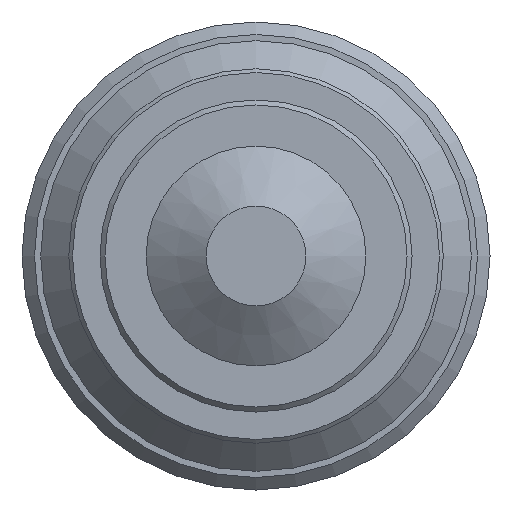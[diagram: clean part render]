
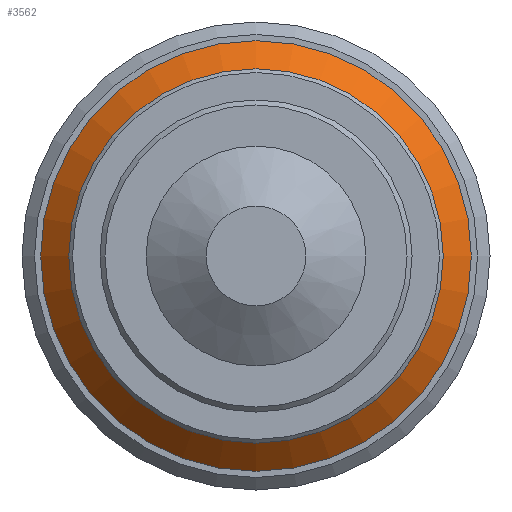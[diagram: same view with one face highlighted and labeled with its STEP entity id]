
A CAD part, front view. The second image highlights one B-rep face of the part: STEP entity #3562.
In plain terms, the highlighted conical face has half-angle 45 degrees and reference radius 16.125 mm.
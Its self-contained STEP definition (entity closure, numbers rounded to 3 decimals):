
#30=CONICAL_SURFACE('',#3816,16.125,45.);
#100=FACE_BOUND('',#1210,.T.);
#243=CIRCLE('',#3789,15.);
#251=CIRCLE('',#3805,17.25);
#929=FACE_OUTER_BOUND('',#1209,.T.);
#1209=EDGE_LOOP('',(#3162));
#1210=EDGE_LOOP('',(#3163));
#1729=VERTEX_POINT('',#22817);
#1737=VERTEX_POINT('',#22841);
#2203=EDGE_CURVE('',#1729,#1729,#243,.T.);
#2211=EDGE_CURVE('',#1737,#1737,#251,.T.);
#3162=ORIENTED_EDGE('',*,*,#2211,.T.);
#3163=ORIENTED_EDGE('',*,*,#2203,.F.);
#3562=ADVANCED_FACE('',(#929,#100),#30,.T.);
#3789=AXIS2_PLACEMENT_3D('',#22818,#4447,#4448);
#3805=AXIS2_PLACEMENT_3D('',#22842,#4479,#4480);
#3816=AXIS2_PLACEMENT_3D('',#22857,#4501,#4502);
#4447=DIRECTION('center_axis',(0.,-1.,0.));
#4448=DIRECTION('ref_axis',(1.,0.,0.));
#4479=DIRECTION('center_axis',(0.,-1.,0.));
#4480=DIRECTION('ref_axis',(1.,0.,0.));
#4501=DIRECTION('center_axis',(0.,1.,0.));
#4502=DIRECTION('ref_axis',(1.,0.,0.));
#22817=CARTESIAN_POINT('',(15.,10.66,0.));
#22818=CARTESIAN_POINT('Origin',(0.,10.66,0.));
#22841=CARTESIAN_POINT('',(17.25,12.91,0.));
#22842=CARTESIAN_POINT('Origin',(0.,12.91,0.));
#22857=CARTESIAN_POINT('Origin',(0.,11.785,0.));
